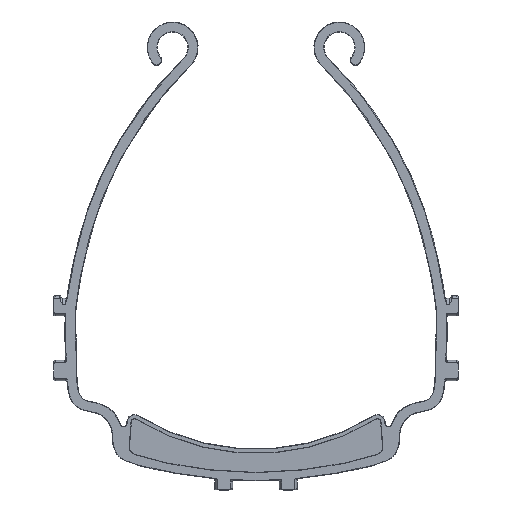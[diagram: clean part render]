
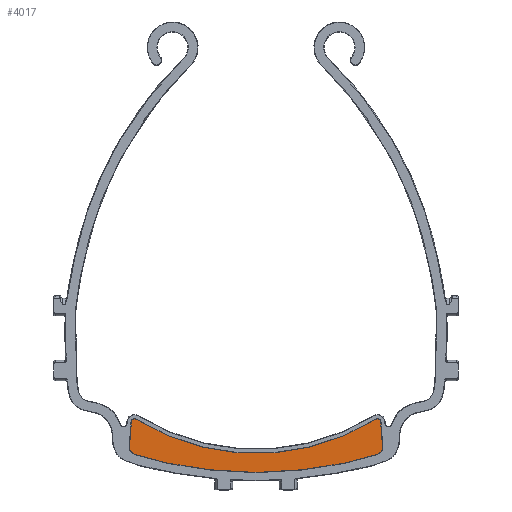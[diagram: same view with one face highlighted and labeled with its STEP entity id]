
A CAD part, top view. The second image highlights one B-rep face of the part: STEP entity #4017.
In plain terms, the highlighted planar face has unit normal (0, 0, 1).
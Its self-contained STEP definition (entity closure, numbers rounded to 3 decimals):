
#227=PLANE('',#4253);
#424=FACE_OUTER_BOUND('',#662,.T.);
#662=EDGE_LOOP('',(#3513,#3514,#3515,#3516,#3517,#3518,#3519,#3520,#3521));
#745=LINE('',#7507,#895);
#822=LINE('',#11839,#972);
#895=VECTOR('',#4444,10.);
#972=VECTOR('',#4735,10.);
#1042=CIRCLE('',#4141,1.25);
#1101=CIRCLE('',#4248,89.25);
#1104=CIRCLE('',#4252,1.25);
#1272=B_SPLINE_CURVE_WITH_KNOTS('',3,(#7542,#7543,#7544,#7545,#7546),
 .UNSPECIFIED.,.F.,.F.,(4,1,4),(-0.391,-0.224,0.),
 .UNSPECIFIED.);
#1274=B_SPLINE_CURVE_WITH_KNOTS('',3,(#7571,#7572,#7573,#7574),
 .UNSPECIFIED.,.F.,.F.,(4,4),(-1.932,-1.),.UNSPECIFIED.);
#1462=B_SPLINE_CURVE_WITH_KNOTS('',3,(#11873,#11874,#11875,#11876,#11877),
 .UNSPECIFIED.,.F.,.F.,(4,1,4),(-0.391,-0.224,0.),
 .UNSPECIFIED.);
#1465=B_SPLINE_CURVE_WITH_KNOTS('',3,(#11905,#11906,#11907,#11908),
 .UNSPECIFIED.,.F.,.F.,(4,4),(-1.932,-1.),.UNSPECIFIED.);
#1645=VERTEX_POINT('',#7501);
#1647=VERTEX_POINT('',#7505);
#1648=VERTEX_POINT('',#7509);
#1651=VERTEX_POINT('',#7540);
#1652=VERTEX_POINT('',#7563);
#1856=VERTEX_POINT('',#11836);
#1857=VERTEX_POINT('',#11838);
#1859=VERTEX_POINT('',#11844);
#1861=VERTEX_POINT('',#11872);
#2113=EDGE_CURVE('',#1645,#1647,#745,.T.);
#2114=EDGE_CURVE('',#1648,#1645,#1042,.T.);
#2119=EDGE_CURVE('',#1647,#1651,#1272,.T.);
#2121=EDGE_CURVE('',#1651,#1652,#1274,.T.);
#2442=EDGE_CURVE('',#1856,#1857,#822,.T.);
#2445=EDGE_CURVE('',#1648,#1859,#1101,.T.);
#2449=EDGE_CURVE('',#1859,#1856,#1104,.T.);
#2450=EDGE_CURVE('',#1857,#1861,#1462,.T.);
#2454=EDGE_CURVE('',#1861,#1652,#1465,.T.);
#3513=ORIENTED_EDGE('',*,*,#2454,.F.);
#3514=ORIENTED_EDGE('',*,*,#2450,.F.);
#3515=ORIENTED_EDGE('',*,*,#2442,.F.);
#3516=ORIENTED_EDGE('',*,*,#2449,.F.);
#3517=ORIENTED_EDGE('',*,*,#2445,.F.);
#3518=ORIENTED_EDGE('',*,*,#2114,.T.);
#3519=ORIENTED_EDGE('',*,*,#2113,.T.);
#3520=ORIENTED_EDGE('',*,*,#2119,.T.);
#3521=ORIENTED_EDGE('',*,*,#2121,.T.);
#4017=ADVANCED_FACE('',(#424),#227,.T.);
#4141=AXIS2_PLACEMENT_3D('',#7510,#4447,#4448);
#4248=AXIS2_PLACEMENT_3D('',#11845,#4740,#4741);
#4252=AXIS2_PLACEMENT_3D('',#11851,#4749,#4750);
#4253=AXIS2_PLACEMENT_3D('',#11909,#4752,#4753);
#4444=DIRECTION('',(-0.074,-0.997,0.));
#4447=DIRECTION('center_axis',(0.,0.,
1.));
#4448=DIRECTION('ref_axis',(-0.997,0.076,0.));
#4735=DIRECTION('',(0.074,-0.997,0.));
#4740=DIRECTION('center_axis',(0.,0.,1.));
#4741=DIRECTION('ref_axis',(0.,-1.,0.));
#4749=DIRECTION('center_axis',(0.,0.,-1.));
#4750=DIRECTION('ref_axis',(0.997,0.076,0.));
#4752=DIRECTION('center_axis',(0.,0.,1.));
#4753=DIRECTION('ref_axis',(1.,0.,0.));
#7501=CARTESIAN_POINT('',(-48.935,-6.82,0.75));
#7505=CARTESIAN_POINT('',(-49.658,-16.571,0.75));
#7507=CARTESIAN_POINT('',(-49.214,-10.579,0.75));
#7509=CARTESIAN_POINT('',(-47.03,-5.853,0.75));
#7510=CARTESIAN_POINT('Origin',(-47.689,-6.916,0.75));
#7540=CARTESIAN_POINT('',(-47.741,-19.516,0.75));
#7542=CARTESIAN_POINT('Ctrl Pts',(-49.658,-16.571,0.75));
#7543=CARTESIAN_POINT('Ctrl Pts',(-49.697,-17.11,0.75));
#7544=CARTESIAN_POINT('Ctrl Pts',(-49.43,-18.393,0.75));
#7545=CARTESIAN_POINT('Ctrl Pts',(-48.42,-19.274,0.75));
#7546=CARTESIAN_POINT('Ctrl Pts',(-47.741,-19.516,0.75));
#7563=CARTESIAN_POINT('',(0.,-26.644,0.75));
#7571=CARTESIAN_POINT('Ctrl Pts',(-47.741,-19.516,0.75));
#7572=CARTESIAN_POINT('Ctrl Pts',(-37.31,-23.24,0.75));
#7573=CARTESIAN_POINT('Ctrl Pts',(-17.461,-26.644,0.75));
#7574=CARTESIAN_POINT('Ctrl Pts',(0.,-26.644,0.75));
#11836=CARTESIAN_POINT('',(48.935,-6.82,0.75));
#11838=CARTESIAN_POINT('',(49.658,-16.571,0.75));
#11839=CARTESIAN_POINT('',(49.214,-10.579,0.75));
#11844=CARTESIAN_POINT('',(47.03,-5.853,0.75));
#11845=CARTESIAN_POINT('Origin',(0.,70.,0.75));
#11851=CARTESIAN_POINT('Origin',(47.689,-6.916,0.75));
#11872=CARTESIAN_POINT('',(47.741,-19.516,0.75));
#11873=CARTESIAN_POINT('Ctrl Pts',(49.658,-16.571,0.75));
#11874=CARTESIAN_POINT('Ctrl Pts',(49.697,-17.11,0.75));
#11875=CARTESIAN_POINT('Ctrl Pts',(49.43,-18.393,0.75));
#11876=CARTESIAN_POINT('Ctrl Pts',(48.42,-19.274,0.75));
#11877=CARTESIAN_POINT('Ctrl Pts',(47.741,-19.516,0.75));
#11905=CARTESIAN_POINT('Ctrl Pts',(47.741,-19.516,0.75));
#11906=CARTESIAN_POINT('Ctrl Pts',(37.31,-23.24,0.75));
#11907=CARTESIAN_POINT('Ctrl Pts',(17.461,-26.644,0.75));
#11908=CARTESIAN_POINT('Ctrl Pts',(0.,-26.644,
0.75));
#11909=CARTESIAN_POINT('Origin',(24.961,-16.155,0.75));
